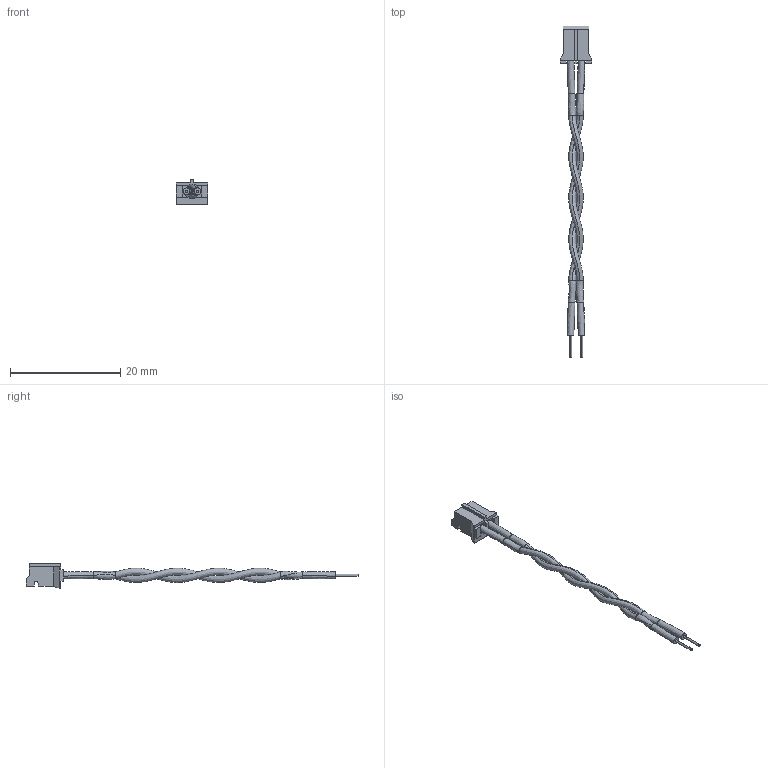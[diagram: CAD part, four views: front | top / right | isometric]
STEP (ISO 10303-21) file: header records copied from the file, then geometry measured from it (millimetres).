
FILE_DESCRIPTION (( 'STEP AP214' ), '1' );
FILE_NAME ('2014-D.STEP', '2015-11-04T13:44:26', ( '' ), ( '' ), 'SwSTEP 2.0', 'SolidWorks 2015', '' );
FILE_SCHEMA (( 'AUTOMOTIVE_DESIGN' ));
Length unit declared in the file: millimetre
Products named in the file (3): PHR-2; nummer-Cable; 2014-D
Assembly tree (2 placements, depth 2):
  2014-D
    nummer-Cable
    PHR-2
Bounding box: 5.8 x 60.35 x 4.5 mm (x, y, z)
Volume: 226.9 mm3; surface area: 584.1 mm2
Topology: 3 solids, 3 shells, 82 faces, 202 edges, 130 vertices
Faces by surface type: plane 58, bspline 20, cylinder 4
Entity records: 6063 total; most frequent: CARTESIAN_POINT 3561, ORIENTED_EDGE 404, DIRECTION 318, EDGE_CURVE 202, LINE 136, VECTOR 136, VERTEX_POINT 130, AXIS2_PLACEMENT_3D 91
